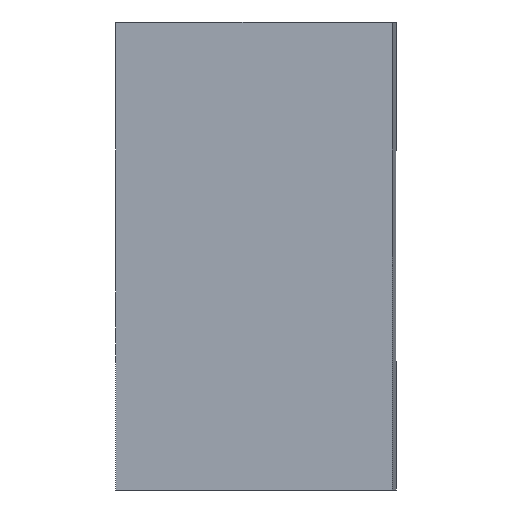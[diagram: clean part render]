
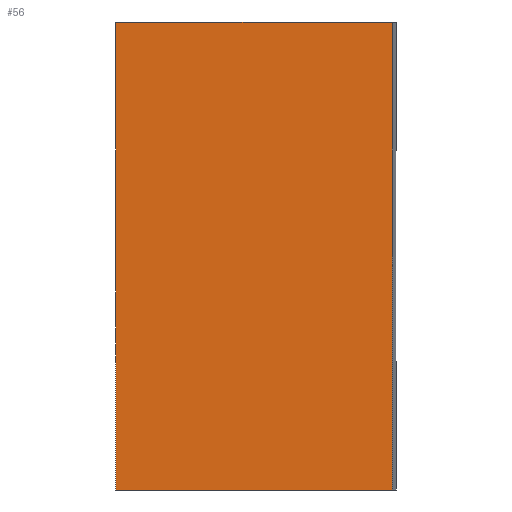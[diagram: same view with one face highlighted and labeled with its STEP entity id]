
A CAD part, left-side view. The second image highlights one B-rep face of the part: STEP entity #56.
In plain terms, the highlighted planar face has unit normal (-1, 0, 0).
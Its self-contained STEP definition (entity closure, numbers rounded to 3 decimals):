
#56 = ADVANCED_FACE( '', ( #111 ), #112, .F. );
#111 = FACE_OUTER_BOUND( '', #161, .T. );
#112 = PLANE( '', #162 );
#161 = EDGE_LOOP( '', ( #266, #267, #268, #269 ) );
#162 = AXIS2_PLACEMENT_3D( '', #270, #271, #272 );
#266 = ORIENTED_EDGE( '', *, *, #344, .T. );
#267 = ORIENTED_EDGE( '', *, *, #350, .F. );
#268 = ORIENTED_EDGE( '', *, *, #356, .F. );
#269 = ORIENTED_EDGE( '', *, *, #341, .T. );
#270 = CARTESIAN_POINT( '', ( 0., 0., 10. ) );
#271 = DIRECTION( '', ( 1., 0., 0. ) );
#272 = DIRECTION( '', ( 0., 0., -1. ) );
#341 = EDGE_CURVE( '', #414, #412, #415, .T. );
#344 = EDGE_CURVE( '', #412, #418, #419, .T. );
#350 = EDGE_CURVE( '', #426, #418, #428, .T. );
#356 = EDGE_CURVE( '', #414, #426, #435, .T. );
#412 = VERTEX_POINT( '', #511 );
#414 = VERTEX_POINT( '', #514 );
#415 = LINE( '', #515, #516 );
#418 = VERTEX_POINT( '', #520 );
#419 = LINE( '', #521, #522 );
#426 = VERTEX_POINT( '', #530 );
#428 = LINE( '', #532, #533 );
#435 = LINE( '', #575, #576 );
#511 = CARTESIAN_POINT( '', ( 0., 0., -10. ) );
#514 = CARTESIAN_POINT( '', ( 0., 0., 10. ) );
#515 = CARTESIAN_POINT( '', ( 0., 0., 10. ) );
#516 = VECTOR( '', #618, 1000. );
#520 = CARTESIAN_POINT( '', ( 0., -11.832, -10. ) );
#521 = CARTESIAN_POINT( '', ( 0., 0., -10. ) );
#522 = VECTOR( '', #620, 1000. );
#530 = CARTESIAN_POINT( '', ( 0., -11.832, 10. ) );
#532 = CARTESIAN_POINT( '', ( 0., -11.832, 10. ) );
#533 = VECTOR( '', #631, 1000. );
#575 = CARTESIAN_POINT( '', ( 0., 0., 10. ) );
#576 = VECTOR( '', #638, 1000. );
#618 = DIRECTION( '', ( 0., 0., -1. ) );
#620 = DIRECTION( '', ( 0., -1., 0. ) );
#631 = DIRECTION( '', ( 0., 0., -1. ) );
#638 = DIRECTION( '', ( 0., -1., 0. ) );
